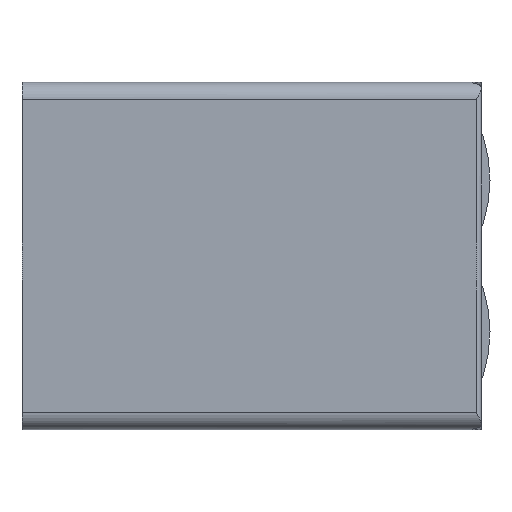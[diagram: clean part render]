
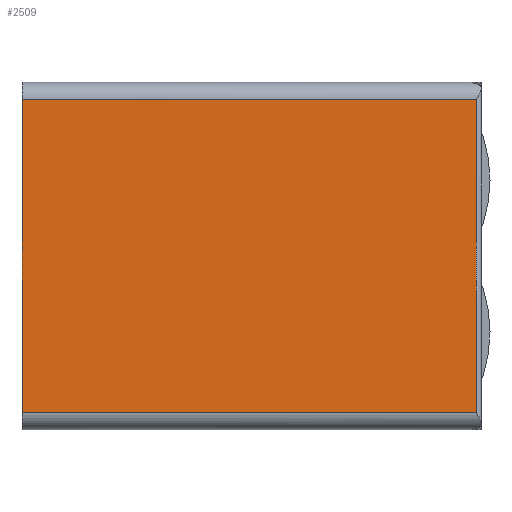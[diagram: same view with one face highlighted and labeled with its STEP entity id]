
A CAD part, front view. The second image highlights one B-rep face of the part: STEP entity #2509.
In plain terms, the highlighted planar face has unit normal (0, -1, 0).
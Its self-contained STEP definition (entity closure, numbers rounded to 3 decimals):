
#518=VERTEX_POINT('',#3843);
#519=VERTEX_POINT('',#3844);
#520=VERTEX_POINT('',#3846);
#521=VERTEX_POINT('',#3848);
#740=VECTOR('',#3069,1.);
#741=VECTOR('',#3070,1.);
#742=VECTOR('',#3071,1.);
#743=VECTOR('',#3072,1.);
#974=LINE('',#3842,#740);
#975=LINE('',#3845,#741);
#976=LINE('',#3847,#742);
#977=LINE('',#3849,#743);
#1266=EDGE_CURVE('',#518,#519,#974,.T.);
#1267=EDGE_CURVE('',#520,#519,#975,.T.);
#1268=EDGE_CURVE('',#521,#520,#976,.T.);
#1269=EDGE_CURVE('',#521,#518,#977,.T.);
#1672=ORIENTED_EDGE('',*,*,#1266,.T.);
#1673=ORIENTED_EDGE('',*,*,#1267,.F.);
#1674=ORIENTED_EDGE('',*,*,#1268,.F.);
#1675=ORIENTED_EDGE('',*,*,#1269,.T.);
#2253=EDGE_LOOP('',(#1672,#1673,#1674,#1675));
#2381=FACE_BOUND('',#2253,.T.);
#2509=ADVANCED_FACE('',(#2381),#4354,.F.);
#2679=AXIS2_PLACEMENT_3D('',#3841,#3068,$);
#3068=DIRECTION('',(0.,1.,0.));
#3069=DIRECTION('',(0.,0.,-1.));
#3070=DIRECTION('',(-1.,0.,0.));
#3071=DIRECTION('',(0.,0.,-1.));
#3072=DIRECTION('',(-1.,0.,0.));
#3841=CARTESIAN_POINT('',(0.,0.,15.8));
#3842=CARTESIAN_POINT('',(0.,0.,15.));
#3843=CARTESIAN_POINT('',(0.,0.,15.));
#3844=CARTESIAN_POINT('',(0.,0.,0.8));
#3845=CARTESIAN_POINT('',(20.67,0.,0.8));
#3846=CARTESIAN_POINT('',(20.67,0.,0.8));
#3847=CARTESIAN_POINT('',(20.67,0.,15.));
#3848=CARTESIAN_POINT('',(20.67,0.,15.));
#3849=CARTESIAN_POINT('',(20.67,0.,15.));
#4354=PLANE('',#2679);
